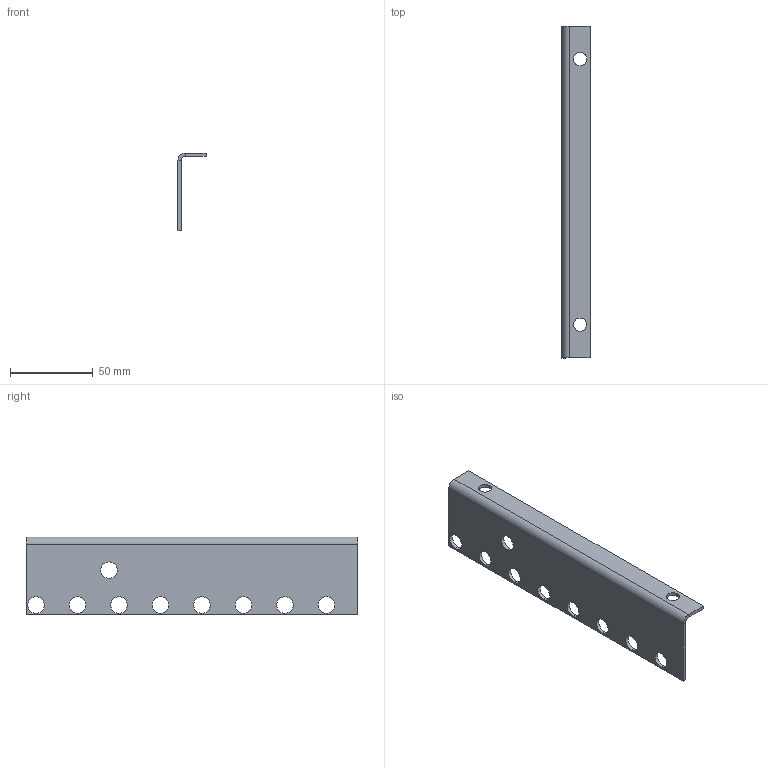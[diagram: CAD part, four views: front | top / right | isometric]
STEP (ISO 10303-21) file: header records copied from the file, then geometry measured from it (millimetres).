
FILE_DESCRIPTION (( 'STEP AP203' ), '1' );
FILE_NAME ('support of roller_Default_sldprt.STEP', '2024-03-16T15:25:56', ( 'M3tal' ), ( '' ), 'SwSTEP 2.0', 'SolidWorks 2020', '' );
FILE_SCHEMA (( 'CONFIG_CONTROL_DESIGN' ));
Length unit declared in the file: millimetre
Products named in the file (1): support of roller_Default_sldprt
Bounding box: 17 x 200 x 47 mm (x, y, z)
Volume: 22584.3 mm3; surface area: 24292.3 mm2
Topology: 1 solids, 1 shells, 36 faces, 94 edges, 60 vertices
Faces by surface type: cylinder 24, plane 12
Entity records: 1243 total; most frequent: DIRECTION 216, CARTESIAN_POINT 191, ORIENTED_EDGE 188, EDGE_CURVE 94, AXIS2_PLACEMENT_3D 85, VERTEX_POINT 60, EDGE_LOOP 58, CIRCLE 48
